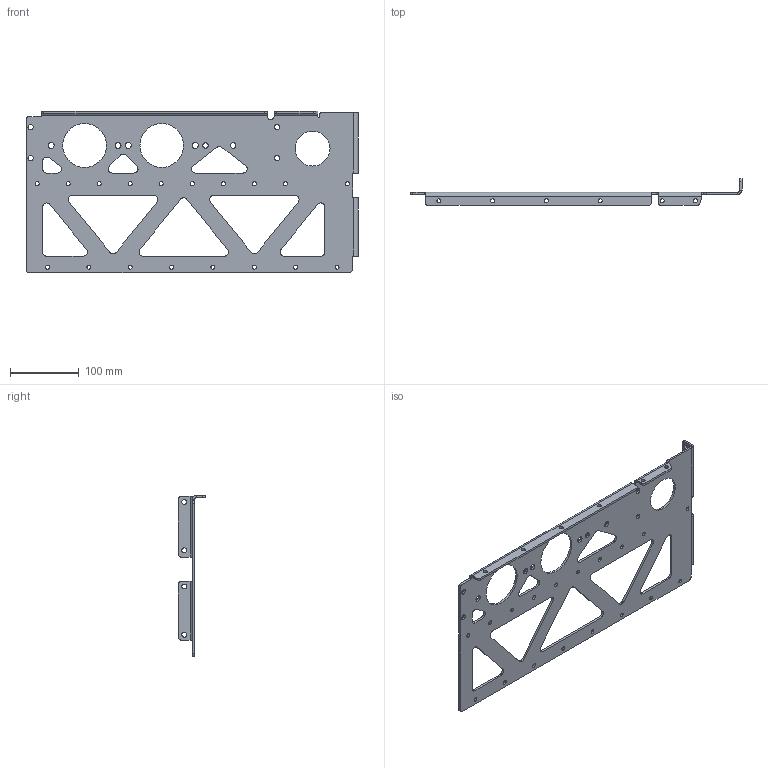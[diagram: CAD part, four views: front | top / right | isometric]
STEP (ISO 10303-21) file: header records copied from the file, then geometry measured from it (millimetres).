
FILE_DESCRIPTION (( 'STEP AP214' ), '1' );
FILE_NAME ('1501-B133B_RightRearLongitudinalShearPlate.STEP', '2020-12-01T00:51:17', ( '' ), ( '' ), 'SwSTEP 2.0', 'SolidWorks 2020', '' );
FILE_SCHEMA (( 'AUTOMOTIVE_DESIGN' ));
Length unit declared in the file: millimetre
Products named in the file (1): 1501-B133B_RightRearLongitudinalShearPlate
Bounding box: 481.7 x 39.17 x 234 mm (x, y, z)
Volume: 262844.3 mm3; surface area: 180876 mm2
Topology: 1 solids, 1 shells, 154 faces, 450 edges, 298 vertices
Faces by surface type: cylinder 91, plane 63
Full cylindrical faces by diameter (mm): 5.8 x24, 7.1 x4, 7.6 x4, 7.9 x2, 8.7 x4, 50.8 x1, 63.5 x2
Entity records: 5067 total; most frequent: DIRECTION 887, CARTESIAN_POINT 834, ORIENTED_EDGE 790, EDGE_CURVE 395, AXIS2_PLACEMENT_3D 337, EDGE_LOOP 293, VERTEX_POINT 284, VECTOR 213
